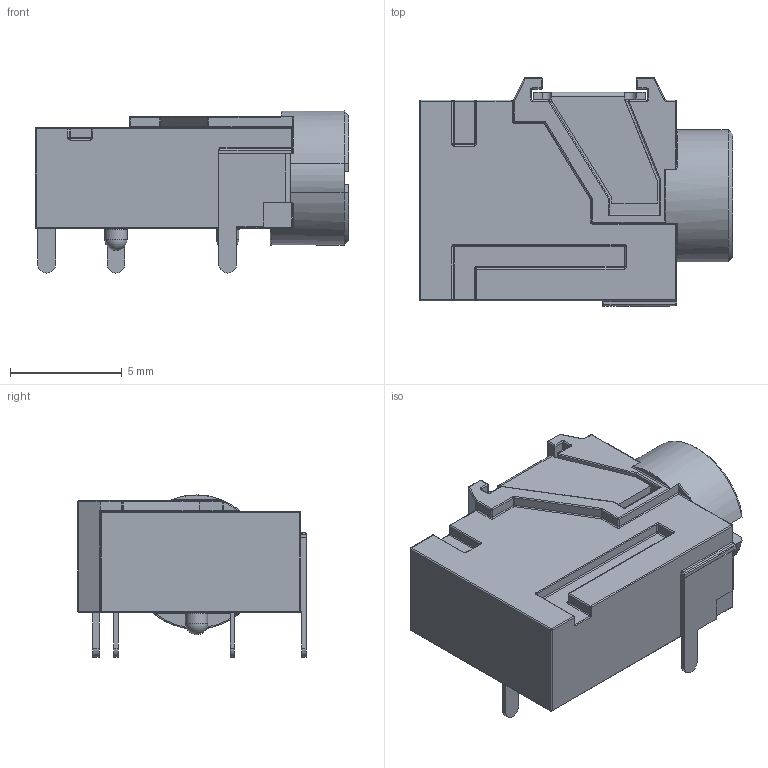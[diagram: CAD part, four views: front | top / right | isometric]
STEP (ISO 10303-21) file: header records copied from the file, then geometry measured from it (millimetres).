
FILE_DESCRIPTION(/* description */ (''),/* implementation_level */ '2;1');
FILE_NAME(/* name */ 'CUI - SJ-43514.step',/* time_stamp */ '2020-08-26T20:44:00+01:00',/* author */ (''),/* organization */ (''),/* preprocessor_version */ 'ST-DEVELOPER v18.1',/* originating_system */ 'Autodesk Translation Framework v9.3.0.1241',/* authorisation */ '');
FILE_SCHEMA (('AUTOMOTIVE_DESIGN { 1 0 10303 214 3 1 1 }'));
Length unit declared in the file: millimetre
Products named in the file (1): CUI - SJ-43514
Bounding box: 14 x 10.2 x 7.25 mm (x, y, z)
Volume: 519.6 mm3; surface area: 682.8 mm2
Topology: 1 solids, 1 shells, 351 faces, 851 edges, 496 vertices
Faces by surface type: cylinder 144, plane 110, sphere 38, torus 37, bspline 18, cone 4
Full cylindrical faces by diameter (mm): 1 x2
Entity records: 11090 total; most frequent: CARTESIAN_POINT 2743, DIRECTION 1797, ORIENTED_EDGE 1698, EDGE_CURVE 849, AXIS2_PLACEMENT_3D 673, VERTEX_POINT 496, LINE 451, VECTOR 451
